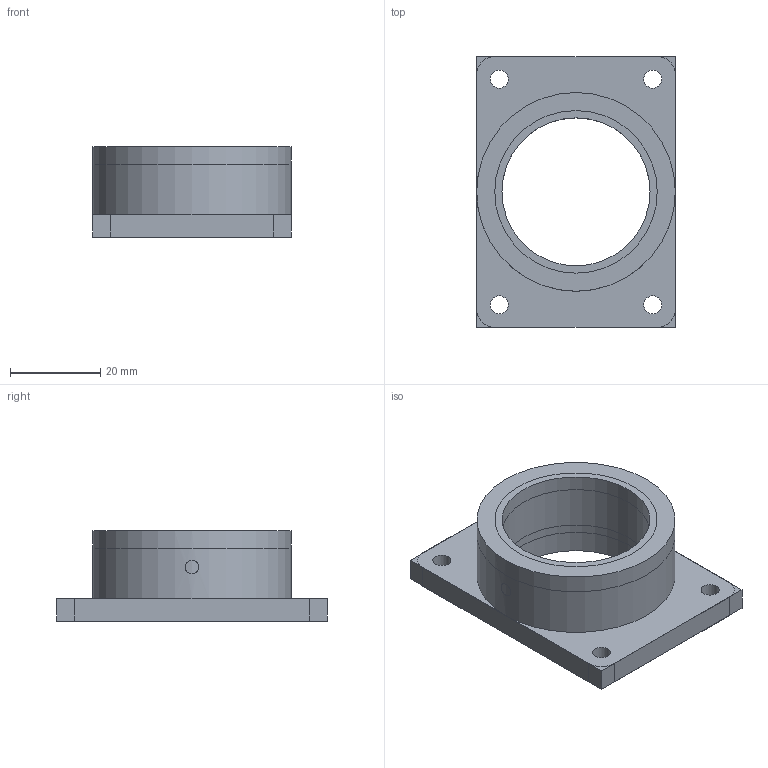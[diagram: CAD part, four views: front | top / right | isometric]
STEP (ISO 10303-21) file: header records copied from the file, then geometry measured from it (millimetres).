
FILE_DESCRIPTION(('FreeCAD Model'),'2;1');
FILE_NAME('axis_brushing.step','2018-02-23T14:20:04',('Author'),(''), 'Open CASCADE STEP processor 6.8','FreeCAD','Unknown');
FILE_SCHEMA(('AUTOMOTIVE_DESIGN_CC2 { 1 2 10303 214 -1 1 5 4 }'));
Length unit declared in the file: millimetre
Products named in the file (12): ASSEMBLY; Fillet001; Fillet; frondExtrusion; Pocket; backPlateSk; backPlate; frondCircle; frondCircleSk; ORingRimSk; ORingRim; Sketch004
Assembly tree (11 placements, depth 2):
  ASSEMBLY
    Fillet001
    Fillet
    frondExtrusion
    Pocket
    backPlateSk
    backPlate
    frondCircle
    frondCircleSk
    ORingRimSk
    ORingRim
    Sketch004
Bounding box: 44 x 60 x 20 mm (x, y, z)
Surface area: 54030 mm2
Topology: 7 solids, 7 shells, 148 faces, 345 edges, 243 vertices
Faces by surface type: cylinder 71, plane 66, torus 11
Full cylindrical faces by diameter (mm): 3 x3, 4 x24, 32.8 x16, 33.8 x5, 35.6 x10, 44 x5
Entity records: 11995 total; most frequent: CARTESIAN_POINT 4572, DIRECTION 1423, LINE 654, VECTOR 654, ORIENTED_EDGE 646, PCURVE 646, DEFINITIONAL_REPRESENTATION 646, AXIS2_PLACEMENT_3D 328
